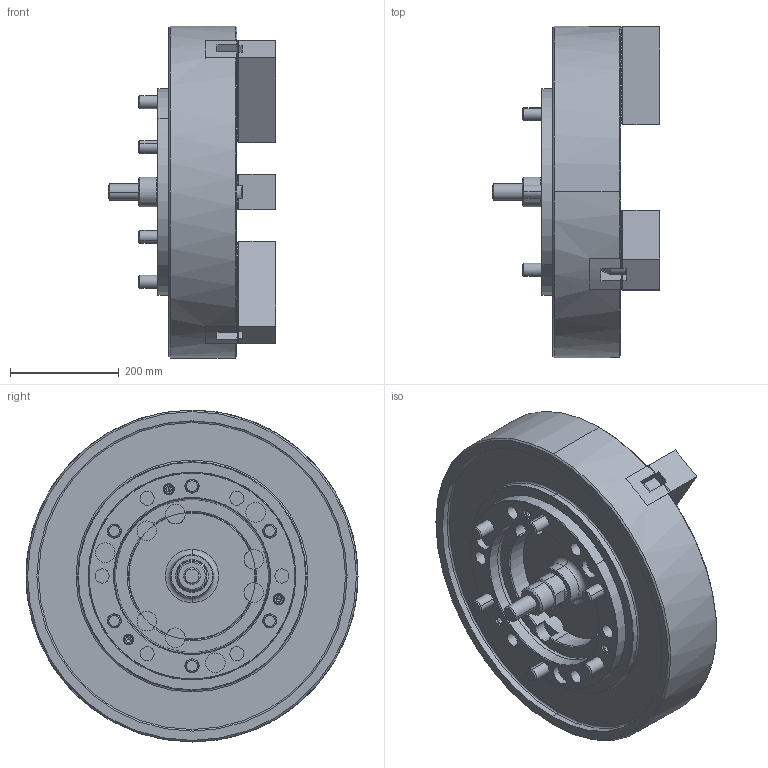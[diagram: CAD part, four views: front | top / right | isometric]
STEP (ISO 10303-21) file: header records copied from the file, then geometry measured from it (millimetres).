
FILE_DESCRIPTION (( 'STEP AP203' ), '1' );
FILE_NAME ('CF-3P-224A15.STEP', '2023-08-28T07:26:31', ( '' ), ( '' ), 'SwSTEP 2.0', 'SolidWorks 2020', '' );
FILE_SCHEMA (( 'CONFIG_CONTROL_DESIGN' ));
Length unit declared in the file: millimetre
Products named in the file (15): CF-3H-15B-08000-A15法蘭; CF-3P-15-06000; 圓頭內六角螺栓_M12x35; CF-3P-224-01000; SJ-21; CF-3P-224A15; CF-3P-224-02000; 圓頭內六角螺栓_M6x12; CF-3P-224-03000; 圓頭內六角螺栓_M20x60; CF-3H-221-04000(T型塊); 圓頭內六角螺栓_M24x150; CF-3P-221-03000; 圓頭內六角螺栓_M30x125(全牙); CF-3P-15-05000
Assembly tree (37 placements, depth 2):
  CF-3P-224A15
    CF-3P-224-01000
    CF-3P-224-02000
    CF-3P-224-03000
    CF-3H-221-04000(T型塊)  x6
    CF-3P-221-03000  x3
    CF-3P-15-05000
    CF-3P-15-06000
    SJ-21  x3
    圓頭內六角螺栓_M6x12  x3
    圓頭內六角螺栓_M20x60  x6
    圓頭內六角螺栓_M24x150  x6
    圓頭內六角螺栓_M30x125(全牙)
    CF-3H-15B-08000-A15法蘭
    圓頭內六角螺栓_M12x35  x3
Bounding box: 307.2 x 610 x 610 mm (x, y, z)
Volume: 35878978.5 mm3; surface area: 2157997.4 mm2
Topology: 37 solids, 37 shells, 5011 faces, 14367 edges, 9470 vertices
Faces by surface type: plane 3765, cylinder 959, cone 251, torus 36
Entity records: 63970 total; most frequent: CARTESIAN_POINT 11698, ORIENTED_EDGE 10722, DIRECTION 10171, EDGE_CURVE 5361, LINE 4053, VECTOR 4053, VERTEX_POINT 3538, AXIS2_PLACEMENT_3D 3059
